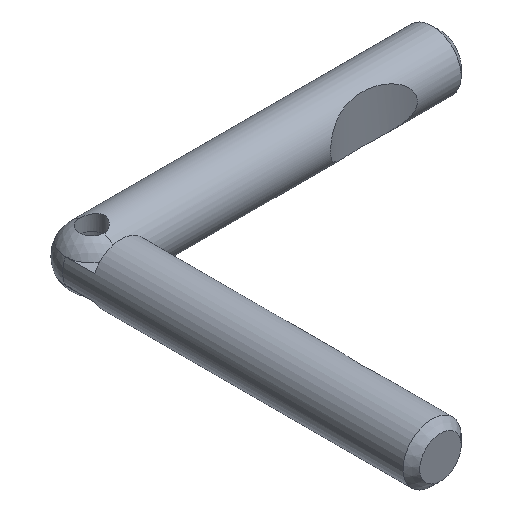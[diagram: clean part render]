
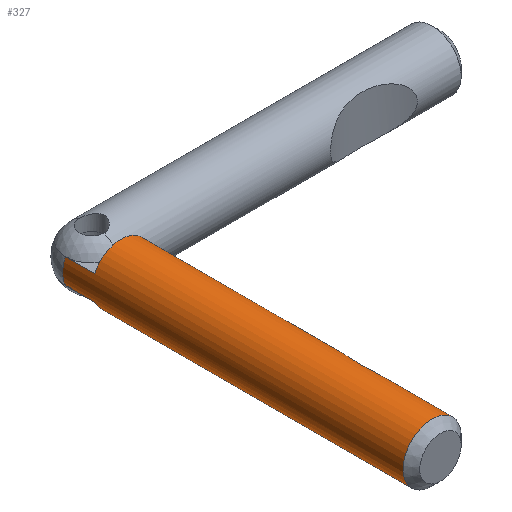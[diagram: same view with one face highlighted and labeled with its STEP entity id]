
A CAD part, isometric view. The second image highlights one B-rep face of the part: STEP entity #327.
In plain terms, the highlighted cylindrical face has radius 3.5 mm (diameter 7 mm), a full revolution.
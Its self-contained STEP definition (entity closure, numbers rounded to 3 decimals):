
#37=LINE('',#563,#49);
#38=LINE('',#567,#50);
#39=LINE('',#571,#51);
#40=LINE('',#575,#52);
#49=VECTOR('',#409,3.5);
#50=VECTOR('',#412,3.5);
#51=VECTOR('',#415,3.5);
#52=VECTOR('',#418,3.5);
#61=B_SPLINE_CURVE_WITH_KNOTS('',3,(#516,#517,#518,#519,#520,#521,#522,
#523,#524,#525,#526,#527,#528,#529,#530,#531,#532,#533,#534,#535,#536,#537,
#538),.UNSPECIFIED.,.F.,.F.,(4,2,2,2,2,3,2,2,2,2,4),(1.996,2.069,
2.143,2.273,2.402,2.661,2.92,
3.049,3.178,3.252,3.326),
 .UNSPECIFIED.);
#62=B_SPLINE_CURVE_WITH_KNOTS('',3,(#539,#540,#541,#542,#543,#544,#545,
#546,#547,#548,#549,#550,#551,#552,#553,#554,#555,#556,#557,#558,#559,#560),
 .UNSPECIFIED.,.F.,.F.,(4,2,2,2,2,2,2,2,2,2,4),(0.665,0.739,
0.813,0.942,1.072,1.33,1.589,
1.719,1.848,1.922,1.996),
 .UNSPECIFIED.);
#69=CYLINDRICAL_SURFACE('',#355,3.5);
#77=FACE_BOUND('',#112,.T.);
#78=FACE_BOUND('',#113,.T.);
#79=FACE_BOUND('',#114,.T.);
#112=EDGE_LOOP('',(#242,#243));
#113=EDGE_LOOP('',(#244,#245,#246,#247,#248,#249,#250,#251));
#114=EDGE_LOOP('',(#252));
#145=CIRCLE('',#354,3.5);
#146=CIRCLE('',#356,3.5);
#147=CIRCLE('',#357,3.5);
#148=CIRCLE('',#358,3.5);
#149=CIRCLE('',#359,3.5);
#167=VERTEX_POINT('',#511);
#168=VERTEX_POINT('',#514);
#169=VERTEX_POINT('',#515);
#170=VERTEX_POINT('',#561);
#171=VERTEX_POINT('',#562);
#172=VERTEX_POINT('',#564);
#173=VERTEX_POINT('',#566);
#174=VERTEX_POINT('',#568);
#175=VERTEX_POINT('',#570);
#176=VERTEX_POINT('',#572);
#177=VERTEX_POINT('',#574);
#199=EDGE_CURVE('',#167,#167,#145,.T.);
#200=EDGE_CURVE('',#168,#169,#61,.T.);
#201=EDGE_CURVE('',#169,#168,#62,.T.);
#202=EDGE_CURVE('',#170,#171,#37,.T.);
#203=EDGE_CURVE('',#171,#172,#146,.T.);
#204=EDGE_CURVE('',#172,#173,#38,.T.);
#205=EDGE_CURVE('',#173,#174,#147,.T.);
#206=EDGE_CURVE('',#174,#175,#39,.T.);
#207=EDGE_CURVE('',#175,#176,#148,.T.);
#208=EDGE_CURVE('',#176,#177,#40,.T.);
#209=EDGE_CURVE('',#177,#170,#149,.T.);
#242=ORIENTED_EDGE('',*,*,#200,.T.);
#243=ORIENTED_EDGE('',*,*,#201,.T.);
#244=ORIENTED_EDGE('',*,*,#202,.T.);
#245=ORIENTED_EDGE('',*,*,#203,.T.);
#246=ORIENTED_EDGE('',*,*,#204,.T.);
#247=ORIENTED_EDGE('',*,*,#205,.T.);
#248=ORIENTED_EDGE('',*,*,#206,.T.);
#249=ORIENTED_EDGE('',*,*,#207,.T.);
#250=ORIENTED_EDGE('',*,*,#208,.T.);
#251=ORIENTED_EDGE('',*,*,#209,.T.);
#252=ORIENTED_EDGE('',*,*,#199,.F.);
#327=ADVANCED_FACE('',(#77,#78,#79),#69,.T.);
#354=AXIS2_PLACEMENT_3D('',#512,#405,#406);
#355=AXIS2_PLACEMENT_3D('',#513,#407,#408);
#356=AXIS2_PLACEMENT_3D('',#565,#410,#411);
#357=AXIS2_PLACEMENT_3D('',#569,#413,#414);
#358=AXIS2_PLACEMENT_3D('',#573,#416,#417);
#359=AXIS2_PLACEMENT_3D('',#576,#419,#420);
#405=DIRECTION('center_axis',(0.,-1.,0.));
#406=DIRECTION('ref_axis',(0.707,0.,-0.707));
#407=DIRECTION('center_axis',(0.,1.,0.));
#408=DIRECTION('ref_axis',(0.707,0.,-0.707));
#409=DIRECTION('',(0.,1.,0.));
#410=DIRECTION('center_axis',(0.,-1.,0.));
#411=DIRECTION('ref_axis',(0.,0.,1.));
#412=DIRECTION('',(0.,-1.,0.));
#413=DIRECTION('center_axis',(0.,-1.,0.));
#414=DIRECTION('ref_axis',(0.707,0.,-0.707));
#415=DIRECTION('',(0.,1.,0.));
#416=DIRECTION('center_axis',(0.,-1.,0.));
#417=DIRECTION('ref_axis',(0.,0.,1.));
#418=DIRECTION('',(0.,-1.,0.));
#419=DIRECTION('center_axis',(0.,-1.,0.));
#420=DIRECTION('ref_axis',(0.707,0.,-0.707));
#511=CARTESIAN_POINT('',(-1.338,-2.01,5.975));
#512=CARTESIAN_POINT('Origin',(1.137,-2.01,3.5));
#513=CARTESIAN_POINT('Origin',(1.137,16.187,3.5));
#514=CARTESIAN_POINT('',(4.637,13.71,3.5));
#515=CARTESIAN_POINT('',(4.637,3.27,3.5));
#516=CARTESIAN_POINT('Ctrl Pts',(4.637,13.71,3.5));
#517=CARTESIAN_POINT('Ctrl Pts',(4.637,13.71,3.254));
#518=CARTESIAN_POINT('Ctrl Pts',(4.608,13.664,2.993));
#519=CARTESIAN_POINT('Ctrl Pts',(4.503,13.486,2.511));
#520=CARTESIAN_POINT('Ctrl Pts',(4.427,13.353,2.29));
#521=CARTESIAN_POINT('Ctrl Pts',(4.211,12.949,1.791));
#522=CARTESIAN_POINT('Ctrl Pts',(4.056,12.632,1.555));
#523=CARTESIAN_POINT('Ctrl Pts',(3.766,11.922,1.177));
#524=CARTESIAN_POINT('Ctrl Pts',(3.629,11.528,1.038));
#525=CARTESIAN_POINT('Ctrl Pts',(3.289,10.277,0.723));
#526=CARTESIAN_POINT('Ctrl Pts',(3.166,9.352,0.649));
#527=CARTESIAN_POINT('Ctrl Pts',(3.166,8.49,0.649));
#528=CARTESIAN_POINT('Ctrl Pts',(3.166,7.627,0.649));
#529=CARTESIAN_POINT('Ctrl Pts',(3.289,6.703,0.723));
#530=CARTESIAN_POINT('Ctrl Pts',(3.629,5.452,1.038));
#531=CARTESIAN_POINT('Ctrl Pts',(3.766,5.058,1.177));
#532=CARTESIAN_POINT('Ctrl Pts',(4.056,4.348,1.555));
#533=CARTESIAN_POINT('Ctrl Pts',(4.211,4.031,1.791));
#534=CARTESIAN_POINT('Ctrl Pts',(4.427,3.627,2.29));
#535=CARTESIAN_POINT('Ctrl Pts',(4.503,3.494,2.511));
#536=CARTESIAN_POINT('Ctrl Pts',(4.608,3.315,2.993));
#537=CARTESIAN_POINT('Ctrl Pts',(4.637,3.27,3.254));
#538=CARTESIAN_POINT('Ctrl Pts',(4.637,3.27,3.5));
#539=CARTESIAN_POINT('Ctrl Pts',(4.637,3.27,3.5));
#540=CARTESIAN_POINT('Ctrl Pts',(4.637,3.27,3.746));
#541=CARTESIAN_POINT('Ctrl Pts',(4.608,3.315,4.007));
#542=CARTESIAN_POINT('Ctrl Pts',(4.503,3.494,4.489));
#543=CARTESIAN_POINT('Ctrl Pts',(4.427,3.627,4.71));
#544=CARTESIAN_POINT('Ctrl Pts',(4.211,4.031,5.209));
#545=CARTESIAN_POINT('Ctrl Pts',(4.056,4.348,5.445));
#546=CARTESIAN_POINT('Ctrl Pts',(3.766,5.058,5.823));
#547=CARTESIAN_POINT('Ctrl Pts',(3.629,5.452,5.962));
#548=CARTESIAN_POINT('Ctrl Pts',(3.289,6.703,6.277));
#549=CARTESIAN_POINT('Ctrl Pts',(3.166,7.627,6.351));
#550=CARTESIAN_POINT('Ctrl Pts',(3.166,9.352,6.351));
#551=CARTESIAN_POINT('Ctrl Pts',(3.289,10.277,6.277));
#552=CARTESIAN_POINT('Ctrl Pts',(3.629,11.528,5.962));
#553=CARTESIAN_POINT('Ctrl Pts',(3.766,11.922,5.823));
#554=CARTESIAN_POINT('Ctrl Pts',(4.056,12.632,5.445));
#555=CARTESIAN_POINT('Ctrl Pts',(4.211,12.949,5.209));
#556=CARTESIAN_POINT('Ctrl Pts',(4.427,13.353,4.71));
#557=CARTESIAN_POINT('Ctrl Pts',(4.503,13.486,4.489));
#558=CARTESIAN_POINT('Ctrl Pts',(4.608,13.664,4.007));
#559=CARTESIAN_POINT('Ctrl Pts',(4.637,13.71,3.746));
#560=CARTESIAN_POINT('Ctrl Pts',(4.637,13.71,3.5));
#561=CARTESIAN_POINT('',(-2.026,35.49,5.));
#562=CARTESIAN_POINT('',(-2.026,38.99,5.));
#563=CARTESIAN_POINT('',(-2.026,16.187,5.));
#564=CARTESIAN_POINT('',(-2.026,38.99,2.));
#565=CARTESIAN_POINT('Origin',(1.137,38.99,3.5));
#566=CARTESIAN_POINT('',(-2.026,35.49,2.));
#567=CARTESIAN_POINT('',(-2.026,16.187,2.));
#568=CARTESIAN_POINT('',(4.299,35.49,2.));
#569=CARTESIAN_POINT('Origin',(1.137,35.49,3.5));
#570=CARTESIAN_POINT('',(4.299,38.99,2.));
#571=CARTESIAN_POINT('',(4.299,16.187,2.));
#572=CARTESIAN_POINT('',(4.299,38.99,5.));
#573=CARTESIAN_POINT('Origin',(1.137,38.99,3.5));
#574=CARTESIAN_POINT('',(4.299,35.49,5.));
#575=CARTESIAN_POINT('',(4.299,16.187,5.));
#576=CARTESIAN_POINT('Origin',(1.137,35.49,3.5));
